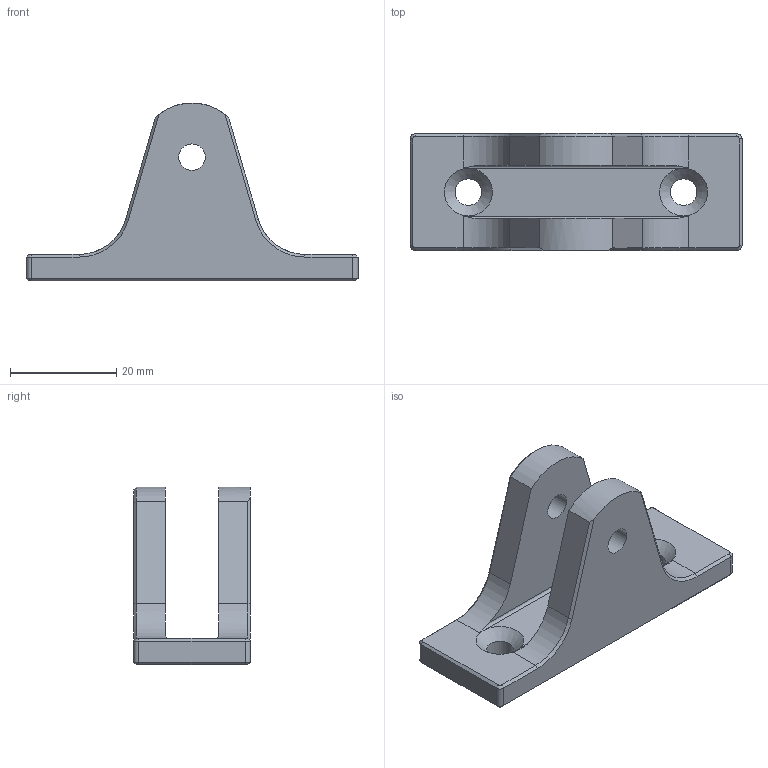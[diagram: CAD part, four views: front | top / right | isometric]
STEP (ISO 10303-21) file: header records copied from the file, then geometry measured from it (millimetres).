
FILE_DESCRIPTION(/* description */ (''),/* implementation_level */ '2;1');
FILE_NAME(/* name */ 'Trava toldo Regal v2.step',/* time_stamp */ '2024-10-22T14:01:41-03:00',/* author */ (''),/* organization */ (''),/* preprocessor_version */ 'ST-DEVELOPER v20',/* originating_system */ 'Autodesk Translation Framework v13.20.0.188',/* authorisation */ '');
FILE_SCHEMA (('AUTOMOTIVE_DESIGN { 1 0 10303 214 3 1 1 }'));
Length unit declared in the file: millimetre
Products named in the file (1): Trava toldo Regal
Bounding box: 62.5 x 22 x 33.5 mm (x, y, z)
Volume: 13433.7 mm3; surface area: 6421.9 mm2
Topology: 1 solids, 1 shells, 59 faces, 145 edges, 86 vertices
Faces by surface type: plane 28, cylinder 16, cone 15
Full cylindrical faces by diameter (mm): 5 x4
Entity records: 1775 total; most frequent: CARTESIAN_POINT 317, DIRECTION 308, ORIENTED_EDGE 290, EDGE_CURVE 145, AXIS2_PLACEMENT_3D 109, LINE 90, VECTOR 90, VERTEX_POINT 86
